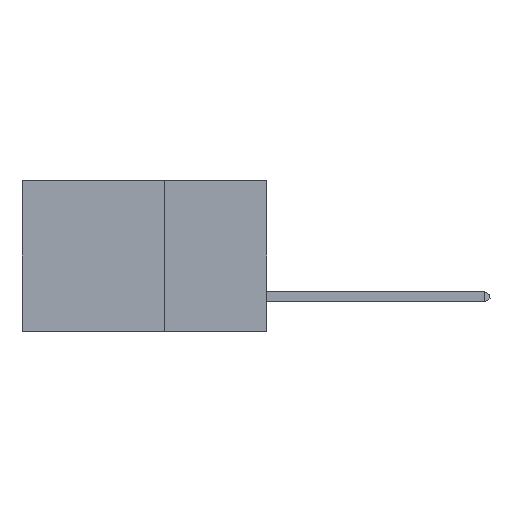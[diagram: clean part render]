
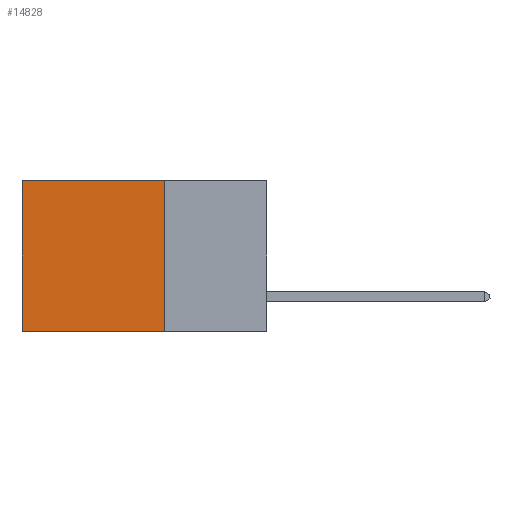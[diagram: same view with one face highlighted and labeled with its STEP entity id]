
A CAD part, left-side view. The second image highlights one B-rep face of the part: STEP entity #14828.
In plain terms, the highlighted planar face has unit normal (-1, 0, 0).
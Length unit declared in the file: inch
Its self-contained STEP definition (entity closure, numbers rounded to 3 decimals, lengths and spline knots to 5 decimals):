
#699 = CARTESIAN_POINT ( 'NONE',  ( 0.2875, 0.25, -0.37 ) ) ;
#1220 = VECTOR ( 'NONE', #14673, 39.37008 ) ;
#1721 = CARTESIAN_POINT ( 'NONE',  ( 0.2875, 0.25, 0. ) ) ;
#2146 = CARTESIAN_POINT ( 'NONE',  ( 0.2875, 0.25, -0.37 ) ) ;
#2776 = CARTESIAN_POINT ( 'NONE',  ( 0.2875, 0.25, 0. ) ) ;
#2789 = LINE ( 'NONE', #2776, #11559 ) ;
#3342 = EDGE_CURVE ( 'NONE', #15702, #10082, #19510, .T. ) ;
#4580 = DIRECTION ( 'NONE',  ( 0., 1., 0. ) ) ;
#5518 = ORIENTED_EDGE ( 'NONE', *, *, #11823, .F. ) ;
#5830 = ORIENTED_EDGE ( 'NONE', *, *, #6424, .F. ) ;
#5855 = VECTOR ( 'NONE', #20141, 39.37008 ) ;
#6424 = EDGE_CURVE ( 'NONE', #18483, #7875, #17244, .T. ) ;
#7875 = VERTEX_POINT ( 'NONE', #2146 ) ;
#7931 = CARTESIAN_POINT ( 'NONE',  ( 0.2875, 0.25, 0. ) ) ;
#9675 = DIRECTION ( 'NONE',  ( 1., 0., 0. ) ) ;
#10082 = VERTEX_POINT ( 'NONE', #11959 ) ;
#11102 = EDGE_LOOP ( 'NONE', ( #15611, #5518, #5830, #21300 ) ) ;
#11164 = FACE_OUTER_BOUND ( 'NONE', #11102, .T. ) ;
#11326 = CARTESIAN_POINT ( 'NONE',  ( 0.2875, 0.25, 0. ) ) ;
#11559 = VECTOR ( 'NONE', #4580, 39.37008 ) ;
#11823 = EDGE_CURVE ( 'NONE', #7875, #10082, #19638, .T. ) ;
#11959 = CARTESIAN_POINT ( 'NONE',  ( 0.2875, 0.6, -0.37 ) ) ;
#13886 = CARTESIAN_POINT ( 'NONE',  ( 0.2875, 0.6, 0. ) ) ;
#14673 = DIRECTION ( 'NONE',  ( 0., 1., 0. ) ) ;
#14828 = ADVANCED_FACE ( 'NONE', ( #11164 ), #18167, .F. ) ;
#15611 = ORIENTED_EDGE ( 'NONE', *, *, #3342, .T. ) ;
#15702 = VERTEX_POINT ( 'NONE', #13886 ) ;
#16714 = VECTOR ( 'NONE', #18191, 39.37008 ) ;
#17244 = LINE ( 'NONE', #11326, #16714 ) ;
#18167 = PLANE ( 'NONE',  #22362 ) ;
#18191 = DIRECTION ( 'NONE',  ( 0., 0., -1. ) ) ;
#18483 = VERTEX_POINT ( 'NONE', #1721 ) ;
#19510 = LINE ( 'NONE', #20222, #5855 ) ;
#19638 = LINE ( 'NONE', #699, #1220 ) ;
#20141 = DIRECTION ( 'NONE',  ( 0., 0., -1. ) ) ;
#20222 = CARTESIAN_POINT ( 'NONE',  ( 0.2875, 0.6, 0. ) ) ;
#21300 = ORIENTED_EDGE ( 'NONE', *, *, #22195, .T. ) ;
#21512 = DIRECTION ( 'NONE',  ( 0., 0., -1. ) ) ;
#22195 = EDGE_CURVE ( 'NONE', #18483, #15702, #2789, .T. ) ;
#22362 = AXIS2_PLACEMENT_3D ( 'NONE', #7931, #9675, #21512 ) ;
